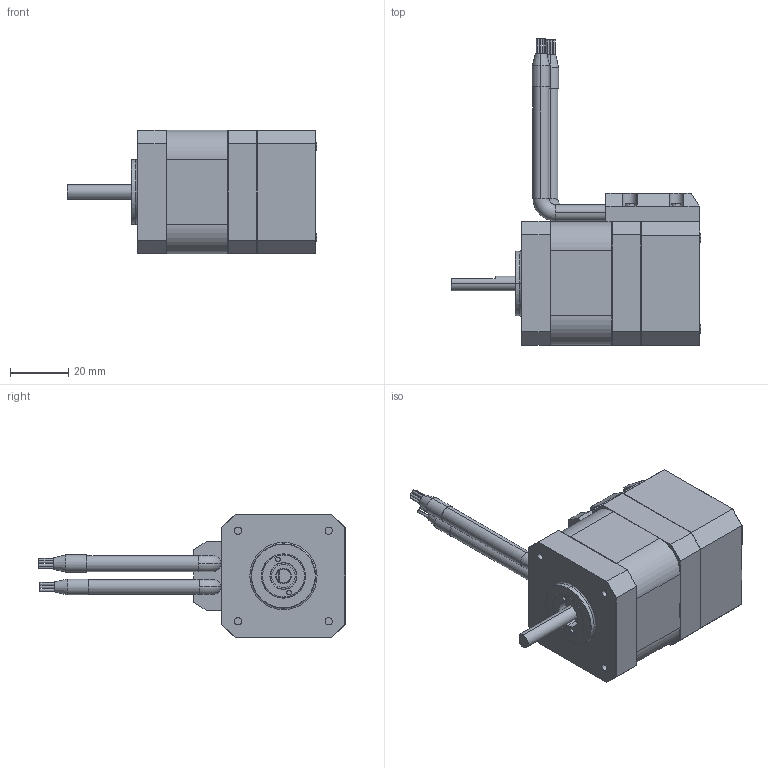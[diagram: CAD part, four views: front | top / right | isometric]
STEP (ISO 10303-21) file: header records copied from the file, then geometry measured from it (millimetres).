
FILE_DESCRIPTION (( 'STEP AP214' ), '1' );
FILE_NAME ('17HS15-1504D-E1K.STEP', '2023-09-07T06:22:49', ( '' ), ( '' ), 'SwSTEP 2.0', 'SolidWorks 2023', '' );
FILE_SCHEMA (( 'AUTOMOTIVE_DESIGN' ));
Length unit declared in the file: millimetre
Products named in the file (1): 17HS15-1504D-E1K
Bounding box: 85.41 x 104.86 x 42.3 mm (x, y, z)
Volume: 115484.2 mm3; surface area: 18579 mm2
Topology: 4 solids, 4 shells, 369 faces, 866 edges, 540 vertices
Faces by surface type: plane 234, cylinder 98, cone 17, torus 16, sphere 4
Entity records: 10557 total; most frequent: DIRECTION 1885, CARTESIAN_POINT 1822, ORIENTED_EDGE 1732, EDGE_CURVE 866, AXIS2_PLACEMENT_3D 659, LINE 567, VECTOR 567, VERTEX_POINT 540
